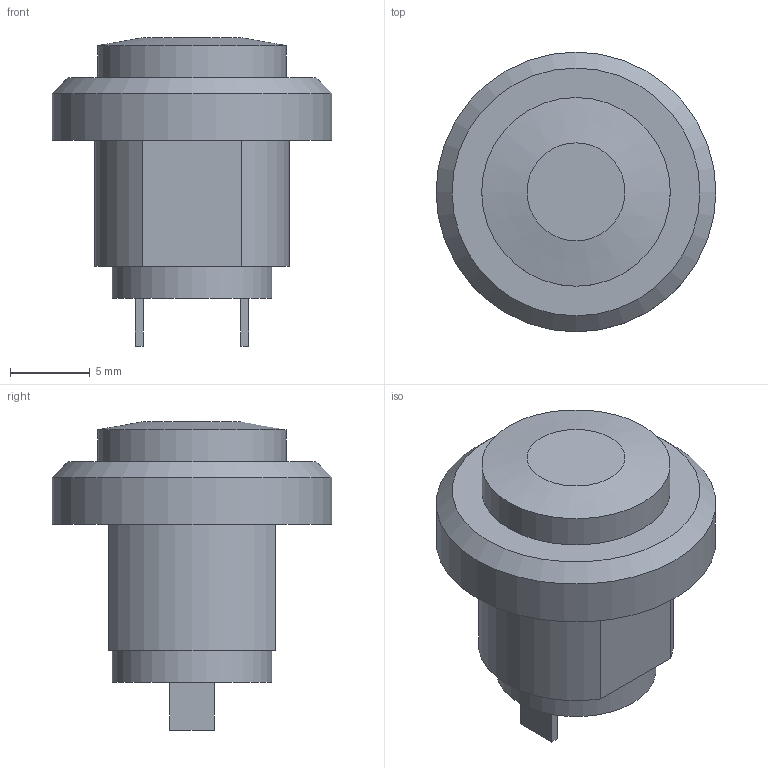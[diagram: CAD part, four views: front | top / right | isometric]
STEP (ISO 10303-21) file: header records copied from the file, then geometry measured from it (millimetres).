
FILE_DESCRIPTION(('FreeCAD Model'),'2;1');
FILE_NAME('Open CASCADE Shape Model','2021-04-25T10:48:52',('Author'),( ''),'Open CASCADE STEP processor 7.4','FreeCAD','Unknown');
FILE_SCHEMA(('AUTOMOTIVE_DESIGN { 1 0 10303 214 1 1 1 1 }'));
Length unit declared in the file: millimetre
Products named in the file (1): Body
Bounding box: 17.5 x 17.5 x 19.3 mm (x, y, z)
Volume: 2195.5 mm3; surface area: 1137.7 mm2
Topology: 1 solids, 1 shells, 24 faces, 49 edges, 32 vertices
Faces by surface type: plane 17, cylinder 5, cone 2
Full cylindrical faces by diameter (mm): 10 x1, 11.8 x1, 17.5 x1
Entity records: 651 total; most frequent: DIRECTION 111, CARTESIAN_POINT 106, ORIENTED_EDGE 98, EDGE_CURVE 49, AXIS2_PLACEMENT_3D 37, LINE 37, VECTOR 37, VERTEX_POINT 32
